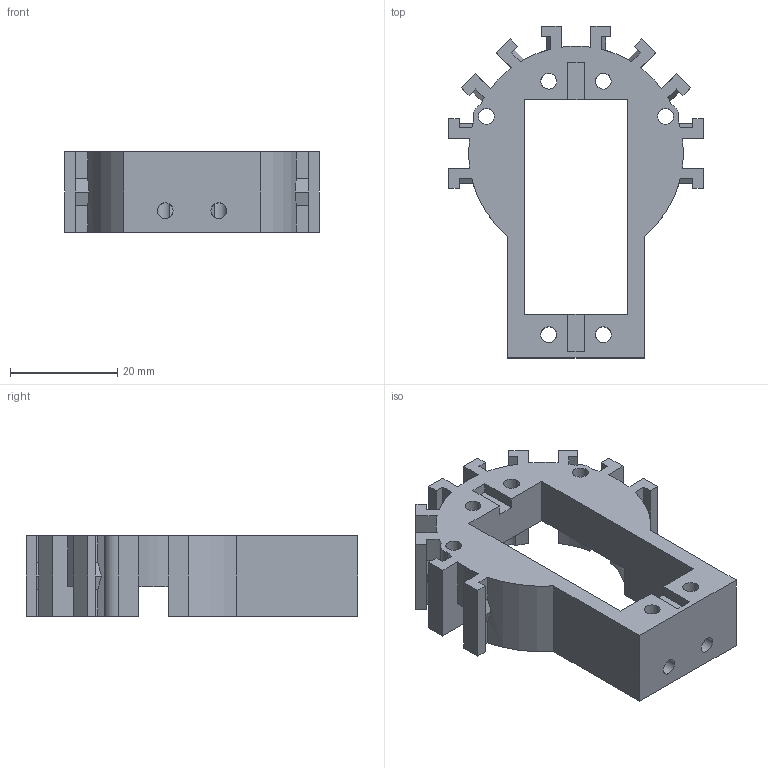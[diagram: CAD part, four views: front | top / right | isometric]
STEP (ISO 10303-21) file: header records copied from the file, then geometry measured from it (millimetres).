
FILE_DESCRIPTION(/* description */ ('Alibre Inc.'),/* implementation_level */ '2;1');
FILE_NAME(/* name */ 'export0',/* time_stamp */ '2014-01-10T17:43:48-08:00',/* author */ (''),/* organization */ (''),/* preprocessor_version */ 'ST-DEVELOPER v14',/* originating_system */ 'Alibre',/* authorisation */ '');
FILE_SCHEMA (('AUTOMOTIVE_DESIGN'));
Length unit declared in the file: centimetre
Bounding box: 47.5 x 61.85 x 15 mm (x, y, z)
Volume: 13547.2 mm3; surface area: 9026.5 mm2
Topology: 1 solids, 1 shells, 133 faces, 408 edges, 273 vertices
Faces by surface type: plane 107, cylinder 26
Full cylindrical faces by diameter (mm): 2.946 x8
Entity records: 4212 total; most frequent: CARTESIAN_POINT 890, ORIENTED_EDGE 788, DIRECTION 510, EDGE_CURVE 394, VECTOR 284, LINE 284, VERTEX_POINT 268, EDGE_LOOP 160
